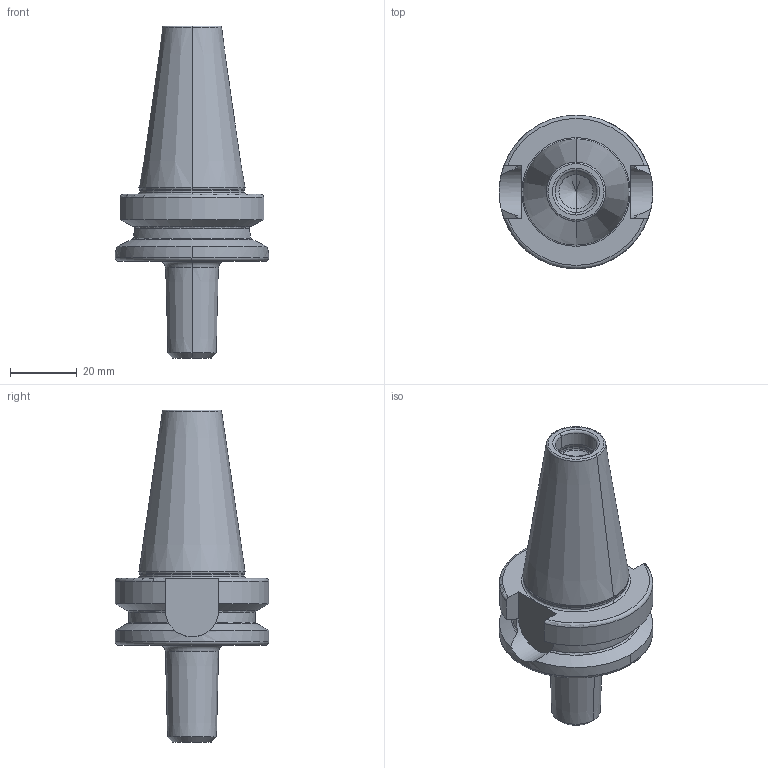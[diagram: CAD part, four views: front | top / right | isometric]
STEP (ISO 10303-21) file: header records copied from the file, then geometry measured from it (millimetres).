
FILE_DESCRIPTION((''),'2;1');
FILE_NAME('305_14_16','2020-07-16T',('101107'),(''),'CREO PARAMETRIC BY PTC INC, 2015290','CREO PARAMETRIC BY PTC INC, 2015290','');
FILE_SCHEMA(('CONFIG_CONTROL_DESIGN'));
Length unit declared in the file: millimetre
Products named in the file (1): 305_14_16
Bounding box: 46 x 46 x 99.4 mm (x, y, z)
Volume: 55096.1 mm3; surface area: 12459.7 mm2
Topology: 1 solids, 1 shells, 66 faces, 154 edges, 91 vertices
Faces by surface type: torus 22, cone 18, cylinder 16, plane 10
Entity records: 2034 total; most frequent: CARTESIAN_POINT 488, DIRECTION 340, ORIENTED_EDGE 304, EDGE_CURVE 152, AXIS2_PLACEMENT_3D 149, VERTEX_POINT 91, CIRCLE 80, EDGE_LOOP 69
